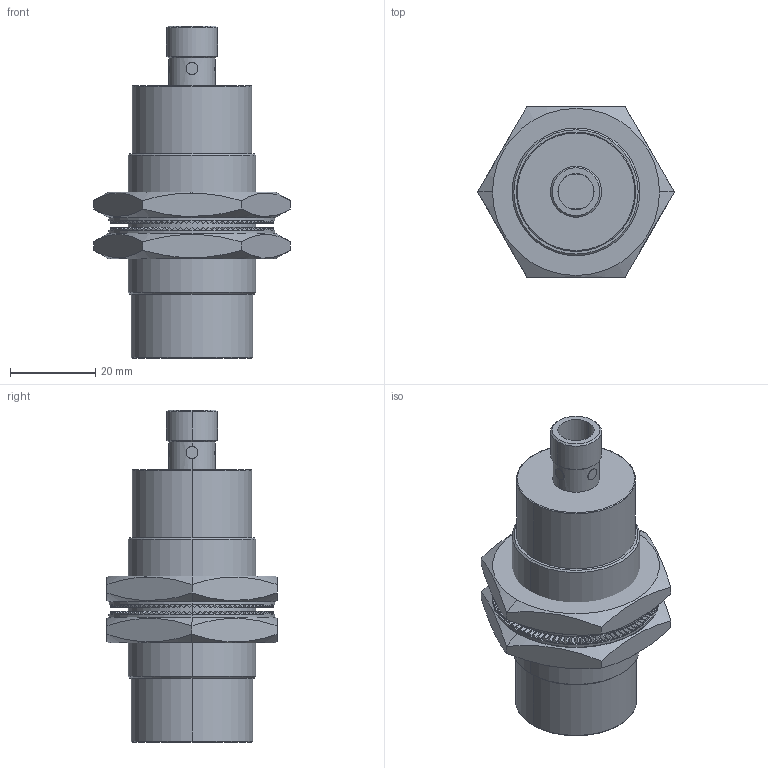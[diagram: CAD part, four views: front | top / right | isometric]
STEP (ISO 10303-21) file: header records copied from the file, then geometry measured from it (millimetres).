
FILE_DESCRIPTION (( 'STEP AP214' ), '1' );
FILE_NAME ('M30-超远距离-非埋入式接插件.STEP', '2015-09-23T08:26:24', ( '' ), ( '' ), 'SwSTEP 2.0', 'SolidWorks 2013', '' );
FILE_SCHEMA (( 'AUTOMOTIVE_DESIGN' ));
Length unit declared in the file: millimetre
Products named in the file (1): M30-超远距离-非埋入式接插件
Bounding box: 46.19 x 40 x 78 mm (x, y, z)
Volume: 53194.7 mm3; surface area: 14784 mm2
Topology: 3 solids, 3 shells, 1185 faces, 2918 edges, 1932 vertices
Faces by surface type: plane 1115, cylinder 42, cone 24, torus 4
Entity records: 35112 total; most frequent: CARTESIAN_POINT 6756, ORIENTED_EDGE 5836, DIRECTION 5342, EDGE_CURVE 2918, VECTOR 2774, LINE 2774, VERTEX_POINT 1932, EDGE_LOOP 1382
